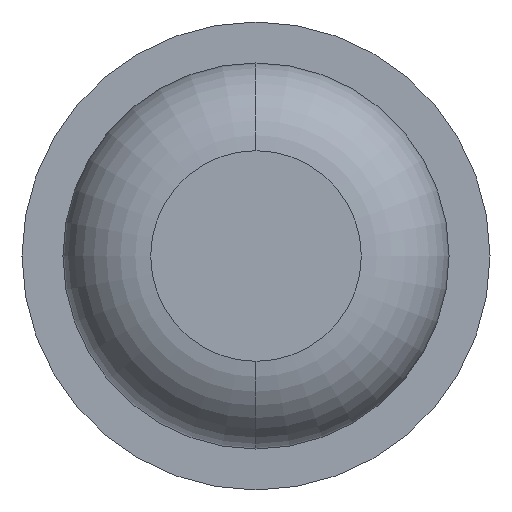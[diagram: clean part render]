
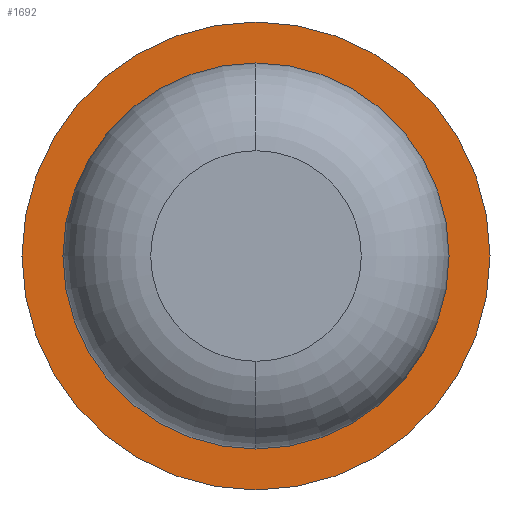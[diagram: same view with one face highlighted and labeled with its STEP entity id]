
A CAD part, front view. The second image highlights one B-rep face of the part: STEP entity #1692.
In plain terms, the highlighted planar face has unit normal (0, -1, 0).
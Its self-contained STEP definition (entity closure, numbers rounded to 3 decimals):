
#21 = PLANE ( 'NONE',  #3217 ) ;
#324 = DIRECTION ( 'NONE',  ( -1., 0., 0. ) ) ;
#329 = AXIS2_PLACEMENT_3D ( 'NONE', #4221, #2383, #2784 ) ;
#339 = ORIENTED_EDGE ( 'NONE', *, *, #674, .F. ) ;
#674 = EDGE_CURVE ( 'Defeature ausgef�hrt1_6+Defeature ausgef�hrt1_7+Defeature ausgef�hrt1_7+Defeature ausgef�hrt1_7', #5580, #1523, #3865, .T. ) ;
#746 = CARTESIAN_POINT ( 'NONE',  ( 0., -10., 0. ) ) ;
#903 = DIRECTION ( 'NONE',  ( 0., 1., 0. ) ) ;
#1523 = VERTEX_POINT ( 'NONE', #3828 ) ;
#1528 = VERTEX_POINT ( 'NONE', #2536 ) ;
#1679 = AXIS2_PLACEMENT_3D ( 'NONE', #2776, #4582, #5414 ) ;
#1692 = ADVANCED_FACE ( 'Defeature ausgef�hrt1_7', ( #5278, #4776 ), #21, .F. ) ;
#2383 = DIRECTION ( 'NONE',  ( 0., 1., 0. ) ) ;
#2420 = CARTESIAN_POINT ( 'NONE',  ( -1., -10., 0. ) ) ;
#2447 = ORIENTED_EDGE ( 'NONE', *, *, #3798, .F. ) ;
#2536 = CARTESIAN_POINT ( 'NONE',  ( 0., -10., 0.825 ) ) ;
#2776 = CARTESIAN_POINT ( 'NONE',  ( 0., -10., 0. ) ) ;
#2784 = DIRECTION ( 'NONE',  ( -1., 0., 0. ) ) ;
#2793 = CIRCLE ( 'NONE', #5321, 0.825 ) ;
#3059 = VERTEX_POINT ( 'NONE', #4789 ) ;
#3071 = ORIENTED_EDGE ( 'NONE', *, *, #4246, .T. ) ;
#3108 = EDGE_LOOP ( 'NONE', ( #3071, #5718 ) ) ;
#3142 = DIRECTION ( 'NONE',  ( -1., 0., 0. ) ) ;
#3217 = AXIS2_PLACEMENT_3D ( 'NONE', #5374, #903, #3142 ) ;
#3372 = CARTESIAN_POINT ( 'NONE',  ( 0., -10., 0. ) ) ;
#3798 = EDGE_CURVE ( 'Defeature ausgef�hrt1_6+Defeature ausgef�hrt1_7+Defeature ausgef�hrt1_7+Defeature ausgef�hrt1_7', #1523, #5580, #5122, .T. ) ;
#3821 = DIRECTION ( 'NONE',  ( -1., 0., 0. ) ) ;
#3828 = CARTESIAN_POINT ( 'NONE',  ( 1., -10., 0. ) ) ;
#3847 = DIRECTION ( 'NONE',  ( 0., 1., 0. ) ) ;
#3865 = CIRCLE ( 'NONE', #1679, 1. ) ;
#4221 = CARTESIAN_POINT ( 'NONE',  ( 0., -10., 0. ) ) ;
#4246 = EDGE_CURVE ( 'Defeature ausgef�hrt1_7+Defeature ausgef�hrt1_1+Defeature ausgef�hrt1_1+Defeature ausgef�hrt1_1', #1528, #3059, #2793, .T. ) ;
#4582 = DIRECTION ( 'NONE',  ( 0., 1., 0. ) ) ;
#4597 = EDGE_CURVE ( 'Defeature ausgef�hrt1_7+Defeature ausgef�hrt1_1+Defeature ausgef�hrt1_1+Defeature ausgef�hrt1_1', #3059, #1528, #5682, .T. ) ;
#4776 = FACE_BOUND ( 'NONE', #3108, .T. ) ;
#4789 = CARTESIAN_POINT ( 'NONE',  ( 0., -10., -0.825 ) ) ;
#5037 = EDGE_LOOP ( 'NONE', ( #339, #2447 ) ) ;
#5122 = CIRCLE ( 'NONE', #329, 1. ) ;
#5250 = AXIS2_PLACEMENT_3D ( 'NONE', #746, #5268, #324 ) ;
#5268 = DIRECTION ( 'NONE',  ( 0., 1., 0. ) ) ;
#5278 = FACE_OUTER_BOUND ( 'NONE', #5037, .T. ) ;
#5321 = AXIS2_PLACEMENT_3D ( 'NONE', #3372, #3847, #3821 ) ;
#5374 = CARTESIAN_POINT ( 'NONE',  ( 0.825, -10., 0. ) ) ;
#5414 = DIRECTION ( 'NONE',  ( -1., 0., 0. ) ) ;
#5580 = VERTEX_POINT ( 'NONE', #2420 ) ;
#5682 = CIRCLE ( 'NONE', #5250, 0.825 ) ;
#5718 = ORIENTED_EDGE ( 'NONE', *, *, #4597, .T. ) ;
